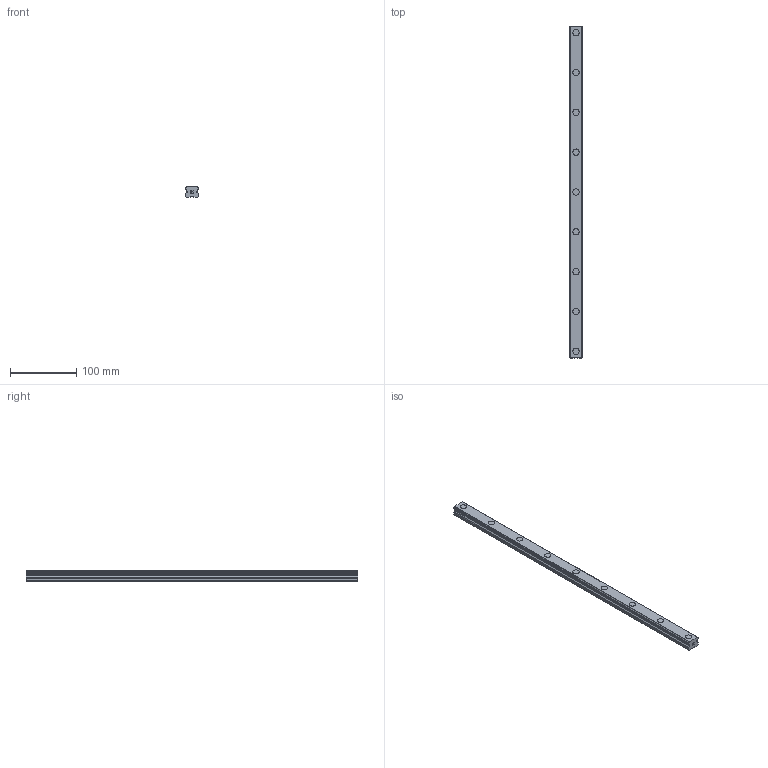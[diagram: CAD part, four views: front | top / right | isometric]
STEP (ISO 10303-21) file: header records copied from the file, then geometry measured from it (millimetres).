
FILE_DESCRIPTION(('STEP AP214'),'1');
FILE_NAME('cctmp_CF09957C-73E4-4C86-9559-B6B77E68FA8F_2021_02_03_13_59_42_0683..stp','2021-02-03T12:59:42',('HIWIN GmbH'),('CADClick - www.CADClick.com'),'Spatial InterOp 3D',' ','unknown authorization');
FILE_SCHEMA(('AUTOMOTIVE_DESIGN'));
Length unit declared in the file: millimetre
Products named in the file (1): EGR20R500C_FILE
Bounding box: 20 x 500 x 15.5 mm (x, y, z)
Volume: 133694.3 mm3; surface area: 40737.3 mm2
Topology: 1 solids, 1 shells, 211 faces, 525 edges, 338 vertices
Faces by surface type: plane 139, cylinder 72
Entity records: 7983 total; most frequent: DIRECTION 1129, CARTESIAN_POINT 1075, ORIENTED_EDGE 1050, EDGE_CURVE 525, AXIS2_PLACEMENT_3D 392, LINE 345, VECTOR 345, VERTEX_POINT 338
